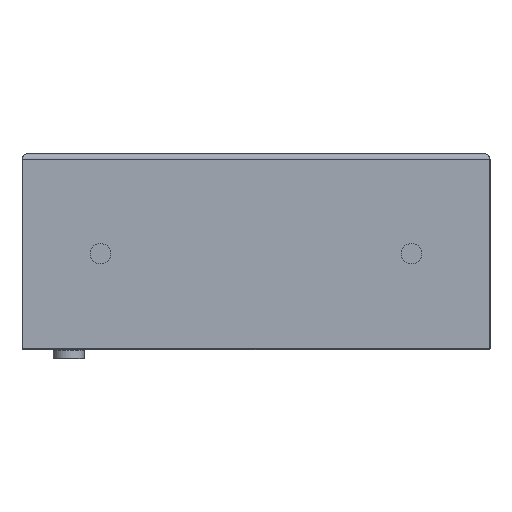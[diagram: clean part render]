
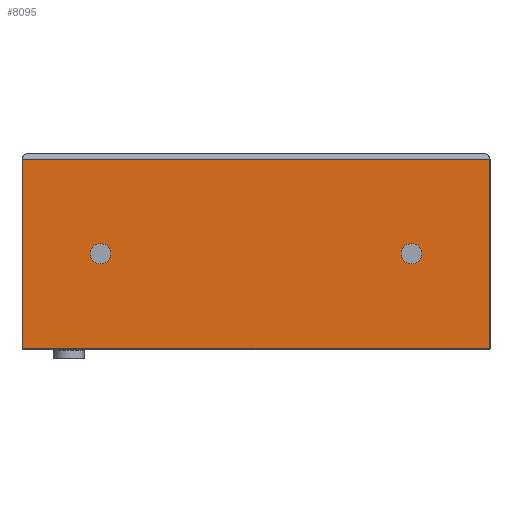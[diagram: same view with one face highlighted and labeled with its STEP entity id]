
A CAD part, front view. The second image highlights one B-rep face of the part: STEP entity #8095.
In plain terms, the highlighted planar face has unit normal (0, -1, 0).
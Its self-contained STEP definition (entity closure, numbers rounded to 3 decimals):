
#130 = PLANE ( 'NONE',  #9724 ) ;
#243 = DIRECTION ( 'NONE',  ( 0., 0., -1. ) ) ;
#404 = CARTESIAN_POINT ( 'NONE',  ( 6.35, -9.65, -3.67 ) ) ;
#422 = ORIENTED_EDGE ( 'NONE', *, *, #1232, .T. ) ;
#531 = EDGE_CURVE ( 'NONE', #2429, #3531, #15189, .T. ) ;
#999 = ORIENTED_EDGE ( 'NONE', *, *, #13163, .F. ) ;
#1232 = EDGE_CURVE ( 'NONE', #15141, #6431, #19777, .T. ) ;
#1495 = AXIS2_PLACEMENT_3D ( 'NONE', #6590, #22992, #18903 ) ;
#1533 = CARTESIAN_POINT ( 'NONE',  ( 9.55, -9.65, -0.254 ) ) ;
#1938 = CARTESIAN_POINT ( 'NONE',  ( -6.35, -9.65, -4.089 ) ) ;
#2163 = AXIS2_PLACEMENT_3D ( 'NONE', #1938, #19967, #3909 ) ;
#2429 = VERTEX_POINT ( 'NONE', #13836 ) ;
#2460 = AXIS2_PLACEMENT_3D ( 'NONE', #11228, #5933, #22222 ) ;
#3531 = VERTEX_POINT ( 'NONE', #19656 ) ;
#3533 = DIRECTION ( 'NONE',  ( 1., 0., 0. ) ) ;
#3694 = ORIENTED_EDGE ( 'NONE', *, *, #19266, .F. ) ;
#3726 = DIRECTION ( 'NONE',  ( 0., 0., 1. ) ) ;
#3909 = DIRECTION ( 'NONE',  ( 0., 0., -1. ) ) ;
#4753 = CARTESIAN_POINT ( 'NONE',  ( 6.35, -9.65, -4.089 ) ) ;
#4979 = CARTESIAN_POINT ( 'NONE',  ( -9.55, -9.65, -0.254 ) ) ;
#5183 = FACE_BOUND ( 'NONE', #6805, .T. ) ;
#5933 = DIRECTION ( 'NONE',  ( 0., -1., 0. ) ) ;
#6397 = DIRECTION ( 'NONE',  ( 0., 0., -1. ) ) ;
#6431 = VERTEX_POINT ( 'NONE', #1533 ) ;
#6590 = CARTESIAN_POINT ( 'NONE',  ( 6.35, -9.65, -4.089 ) ) ;
#6805 = EDGE_LOOP ( 'NONE', ( #999, #22690 ) ) ;
#6932 = CARTESIAN_POINT ( 'NONE',  ( -9.55, -9.65, -8. ) ) ;
#6973 = DIRECTION ( 'NONE',  ( 0., 0., 1. ) ) ;
#7272 = DIRECTION ( 'NONE',  ( 0., -1., 0. ) ) ;
#7598 = EDGE_CURVE ( 'NONE', #8539, #22172, #11192, .T. ) ;
#8095 = ADVANCED_FACE ( 'NONE', ( #5183, #16305, #22993 ), #130, .T. ) ;
#8127 = EDGE_CURVE ( 'NONE', #20833, #15141, #12219, .T. ) ;
#8539 = VERTEX_POINT ( 'NONE', #19394 ) ;
#8694 = ORIENTED_EDGE ( 'NONE', *, *, #22128, .F. ) ;
#8739 = LINE ( 'NONE', #23032, #11527 ) ;
#8968 = CIRCLE ( 'NONE', #1495, 0.419 ) ;
#9724 = AXIS2_PLACEMENT_3D ( 'NONE', #6932, #7272, #243 ) ;
#11192 = CIRCLE ( 'NONE', #14191, 0.419 ) ;
#11228 = CARTESIAN_POINT ( 'NONE',  ( -6.35, -9.65, -4.089 ) ) ;
#11527 = VECTOR ( 'NONE', #6973, 1000. ) ;
#12134 = LINE ( 'NONE', #4979, #13013 ) ;
#12219 = LINE ( 'NONE', #12341, #14211 ) ;
#12267 = CIRCLE ( 'NONE', #2163, 0.419 ) ;
#12341 = CARTESIAN_POINT ( 'NONE',  ( 9.55, -9.65, -7.975 ) ) ;
#12468 = CARTESIAN_POINT ( 'NONE',  ( -9.55, -9.65, -7.975 ) ) ;
#12632 = CARTESIAN_POINT ( 'NONE',  ( 9.55, -9.65, -8. ) ) ;
#13006 = CARTESIAN_POINT ( 'NONE',  ( 9.55, -9.65, -7.975 ) ) ;
#13013 = VECTOR ( 'NONE', #19273, 1000. ) ;
#13102 = ORIENTED_EDGE ( 'NONE', *, *, #531, .F. ) ;
#13163 = EDGE_CURVE ( 'NONE', #22172, #8539, #8968, .T. ) ;
#13659 = EDGE_LOOP ( 'NONE', ( #3694, #13102 ) ) ;
#13836 = CARTESIAN_POINT ( 'NONE',  ( -6.35, -9.65, -4.509 ) ) ;
#14191 = AXIS2_PLACEMENT_3D ( 'NONE', #4753, #20934, #6397 ) ;
#14211 = VECTOR ( 'NONE', #3533, 1000. ) ;
#15141 = VERTEX_POINT ( 'NONE', #13006 ) ;
#15189 = CIRCLE ( 'NONE', #2460, 0.419 ) ;
#16305 = FACE_OUTER_BOUND ( 'NONE', #16971, .T. ) ;
#16971 = EDGE_LOOP ( 'NONE', ( #8694, #23059, #422, #22871 ) ) ;
#18027 = VERTEX_POINT ( 'NONE', #19615 ) ;
#18193 = VECTOR ( 'NONE', #3726, 1000. ) ;
#18903 = DIRECTION ( 'NONE',  ( 0., 0., -1. ) ) ;
#19266 = EDGE_CURVE ( 'NONE', #3531, #2429, #12267, .T. ) ;
#19273 = DIRECTION ( 'NONE',  ( -1., 0., 0. ) ) ;
#19394 = CARTESIAN_POINT ( 'NONE',  ( 6.35, -9.65, -4.509 ) ) ;
#19615 = CARTESIAN_POINT ( 'NONE',  ( -9.55, -9.65, -0.254 ) ) ;
#19656 = CARTESIAN_POINT ( 'NONE',  ( -6.35, -9.65, -3.67 ) ) ;
#19777 = LINE ( 'NONE', #12632, #18193 ) ;
#19967 = DIRECTION ( 'NONE',  ( 0., -1., 0. ) ) ;
#20833 = VERTEX_POINT ( 'NONE', #12468 ) ;
#20934 = DIRECTION ( 'NONE',  ( 0., -1., 0. ) ) ;
#21561 = EDGE_CURVE ( 'NONE', #6431, #18027, #12134, .T. ) ;
#22128 = EDGE_CURVE ( 'NONE', #20833, #18027, #8739, .T. ) ;
#22172 = VERTEX_POINT ( 'NONE', #404 ) ;
#22222 = DIRECTION ( 'NONE',  ( 0., 0., -1. ) ) ;
#22690 = ORIENTED_EDGE ( 'NONE', *, *, #7598, .F. ) ;
#22871 = ORIENTED_EDGE ( 'NONE', *, *, #21561, .T. ) ;
#22992 = DIRECTION ( 'NONE',  ( 0., -1., 0. ) ) ;
#22993 = FACE_BOUND ( 'NONE', #13659, .T. ) ;
#23032 = CARTESIAN_POINT ( 'NONE',  ( -9.55, -9.65, -8. ) ) ;
#23059 = ORIENTED_EDGE ( 'NONE', *, *, #8127, .T. ) ;
